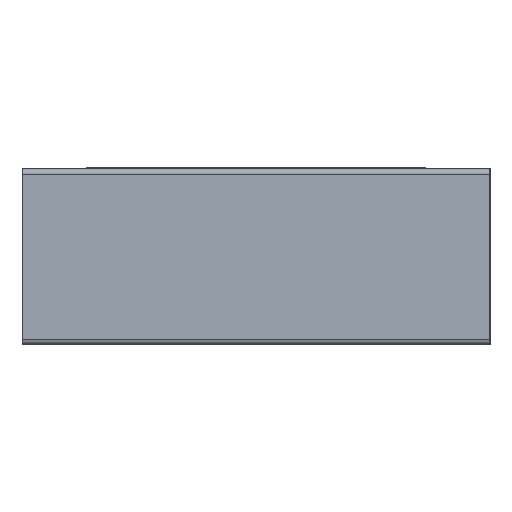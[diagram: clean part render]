
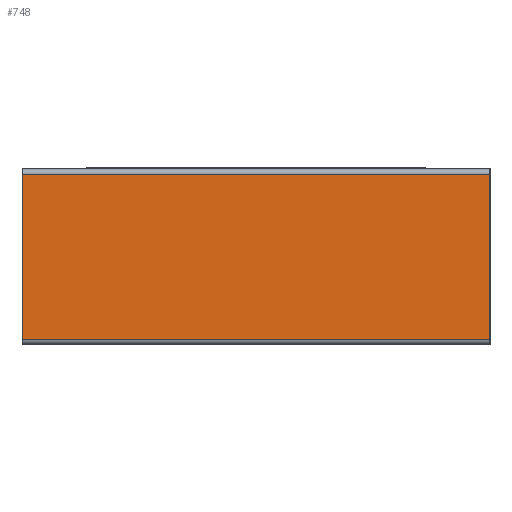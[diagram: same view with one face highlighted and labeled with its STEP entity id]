
A CAD part, left-side view. The second image highlights one B-rep face of the part: STEP entity #748.
In plain terms, the highlighted planar face has unit normal (-1, 0, 0).
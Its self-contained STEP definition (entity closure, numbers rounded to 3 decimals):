
#99 = PLANE('',#100);
#100 = AXIS2_PLACEMENT_3D('',#101,#102,#103);
#101 = CARTESIAN_POINT('',(-1.447,0.8,0.29));
#102 = DIRECTION('',(0.,1.,0.));
#103 = DIRECTION('',(1.,0.,0.));
#153 = PLANE('',#154);
#154 = AXIS2_PLACEMENT_3D('',#155,#156,#157);
#155 = CARTESIAN_POINT('',(-1.447,-0.8,0.29));
#156 = DIRECTION('',(0.,-1.,0.));
#157 = DIRECTION('',(-1.,0.,0.));
#270 = VERTEX_POINT('',#271);
#271 = CARTESIAN_POINT('',(-1.6,0.8,0.018));
#286 = SURFACE_OF_REVOLUTION('',#287,#291);
#287 = LINE('',#288,#289);
#288 = CARTESIAN_POINT('',(-1.583,0.8,0.));
#289 = VECTOR('',#290,1.);
#290 = DIRECTION('',(0.,-1.,0.));
#291 = AXIS1_PLACEMENT('',#292,#293);
#292 = CARTESIAN_POINT('',(-1.583,0.,0.018));
#293 = DIRECTION('',(0.,1.,0.));
#301 = EDGE_CURVE('',#270,#302,#304,.T.);
#302 = VERTEX_POINT('',#303);
#303 = CARTESIAN_POINT('',(-1.6,0.8,0.583));
#304 = SURFACE_CURVE('',#305,(#309,#316),.PCURVE_S1.);
#305 = LINE('',#306,#307);
#306 = CARTESIAN_POINT('',(-1.6,0.8,0.018));
#307 = VECTOR('',#308,1.);
#308 = DIRECTION('',(0.,0.,1.));
#309 = PCURVE('',#99,#310);
#310 = DEFINITIONAL_REPRESENTATION('',(#311),#315);
#311 = LINE('',#312,#313);
#312 = CARTESIAN_POINT('',(-0.153,0.273));
#313 = VECTOR('',#314,1.);
#314 = DIRECTION('',(0.,-1.));
#315 = ( GEOMETRIC_REPRESENTATION_CONTEXT(2) 
PARAMETRIC_REPRESENTATION_CONTEXT() REPRESENTATION_CONTEXT('2D SPACE',''
  ) );
#316 = PCURVE('',#317,#322);
#317 = PLANE('',#318);
#318 = AXIS2_PLACEMENT_3D('',#319,#320,#321);
#319 = CARTESIAN_POINT('',(-1.6,0.8,0.018));
#320 = DIRECTION('',(-1.,0.,0.));
#321 = DIRECTION('',(0.,-1.,0.));
#322 = DEFINITIONAL_REPRESENTATION('',(#323),#327);
#323 = LINE('',#324,#325);
#324 = CARTESIAN_POINT('',(0.,0.));
#325 = VECTOR('',#326,1.);
#326 = DIRECTION('',(0.,1.));
#327 = ( GEOMETRIC_REPRESENTATION_CONTEXT(2) 
PARAMETRIC_REPRESENTATION_CONTEXT() REPRESENTATION_CONTEXT('2D SPACE',''
  ) );
#346 = SURFACE_OF_REVOLUTION('',#347,#351);
#347 = LINE('',#348,#349);
#348 = CARTESIAN_POINT('',(-1.6,0.8,0.583));
#349 = VECTOR('',#350,1.);
#350 = DIRECTION('',(0.,-1.,0.));
#351 = AXIS1_PLACEMENT('',#352,#353);
#352 = CARTESIAN_POINT('',(-1.583,0.,0.583));
#353 = DIRECTION('',(0.,1.,0.));
#619 = VERTEX_POINT('',#620);
#620 = CARTESIAN_POINT('',(-1.6,-0.8,0.583));
#646 = EDGE_CURVE('',#647,#619,#649,.T.);
#647 = VERTEX_POINT('',#648);
#648 = CARTESIAN_POINT('',(-1.6,-0.8,0.018));
#649 = SURFACE_CURVE('',#650,(#654,#661),.PCURVE_S1.);
#650 = LINE('',#651,#652);
#651 = CARTESIAN_POINT('',(-1.6,-0.8,0.018));
#652 = VECTOR('',#653,1.);
#653 = DIRECTION('',(0.,0.,1.));
#654 = PCURVE('',#153,#655);
#655 = DEFINITIONAL_REPRESENTATION('',(#656),#660);
#656 = LINE('',#657,#658);
#657 = CARTESIAN_POINT('',(0.153,0.273));
#658 = VECTOR('',#659,1.);
#659 = DIRECTION('',(0.,-1.));
#660 = ( GEOMETRIC_REPRESENTATION_CONTEXT(2) 
PARAMETRIC_REPRESENTATION_CONTEXT() REPRESENTATION_CONTEXT('2D SPACE',''
  ) );
#661 = PCURVE('',#317,#662);
#662 = DEFINITIONAL_REPRESENTATION('',(#663),#667);
#663 = LINE('',#664,#665);
#664 = CARTESIAN_POINT('',(1.6,0.));
#665 = VECTOR('',#666,1.);
#666 = DIRECTION('',(0.,1.));
#667 = ( GEOMETRIC_REPRESENTATION_CONTEXT(2) 
PARAMETRIC_REPRESENTATION_CONTEXT() REPRESENTATION_CONTEXT('2D SPACE',''
  ) );
#727 = EDGE_CURVE('',#270,#647,#728,.T.);
#728 = SURFACE_CURVE('',#729,(#733,#740),.PCURVE_S1.);
#729 = LINE('',#730,#731);
#730 = CARTESIAN_POINT('',(-1.6,0.8,0.018));
#731 = VECTOR('',#732,1.);
#732 = DIRECTION('',(0.,-1.,0.));
#733 = PCURVE('',#286,#734);
#734 = DEFINITIONAL_REPRESENTATION('',(#735),#739);
#735 = LINE('',#736,#737);
#736 = CARTESIAN_POINT('',(1.571,0.));
#737 = VECTOR('',#738,1.);
#738 = DIRECTION('',(0.,1.));
#739 = ( GEOMETRIC_REPRESENTATION_CONTEXT(2) 
PARAMETRIC_REPRESENTATION_CONTEXT() REPRESENTATION_CONTEXT('2D SPACE',''
  ) );
#740 = PCURVE('',#317,#741);
#741 = DEFINITIONAL_REPRESENTATION('',(#742),#746);
#742 = LINE('',#743,#744);
#743 = CARTESIAN_POINT('',(0.,0.));
#744 = VECTOR('',#745,1.);
#745 = DIRECTION('',(1.,0.));
#746 = ( GEOMETRIC_REPRESENTATION_CONTEXT(2) 
PARAMETRIC_REPRESENTATION_CONTEXT() REPRESENTATION_CONTEXT('2D SPACE',''
  ) );
#748 = ADVANCED_FACE('',(#749),#317,.T.);
#749 = FACE_BOUND('',#750,.T.);
#750 = EDGE_LOOP('',(#751,#752,#753,#754));
#751 = ORIENTED_EDGE('',*,*,#301,.F.);
#752 = ORIENTED_EDGE('',*,*,#727,.T.);
#753 = ORIENTED_EDGE('',*,*,#646,.T.);
#754 = ORIENTED_EDGE('',*,*,#755,.F.);
#755 = EDGE_CURVE('',#302,#619,#756,.T.);
#756 = SURFACE_CURVE('',#757,(#761,#768),.PCURVE_S1.);
#757 = LINE('',#758,#759);
#758 = CARTESIAN_POINT('',(-1.6,0.8,0.583));
#759 = VECTOR('',#760,1.);
#760 = DIRECTION('',(0.,-1.,0.));
#761 = PCURVE('',#317,#762);
#762 = DEFINITIONAL_REPRESENTATION('',(#763),#767);
#763 = LINE('',#764,#765);
#764 = CARTESIAN_POINT('',(0.,0.565));
#765 = VECTOR('',#766,1.);
#766 = DIRECTION('',(1.,0.));
#767 = ( GEOMETRIC_REPRESENTATION_CONTEXT(2) 
PARAMETRIC_REPRESENTATION_CONTEXT() REPRESENTATION_CONTEXT('2D SPACE',''
  ) );
#768 = PCURVE('',#346,#769);
#769 = DEFINITIONAL_REPRESENTATION('',(#770),#774);
#770 = LINE('',#771,#772);
#771 = CARTESIAN_POINT('',(0.,0.));
#772 = VECTOR('',#773,1.);
#773 = DIRECTION('',(0.,1.));
#774 = ( GEOMETRIC_REPRESENTATION_CONTEXT(2) 
PARAMETRIC_REPRESENTATION_CONTEXT() REPRESENTATION_CONTEXT('2D SPACE',''
  ) );
